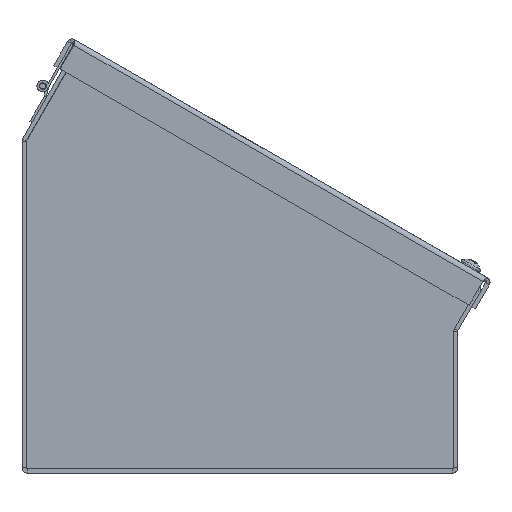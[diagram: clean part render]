
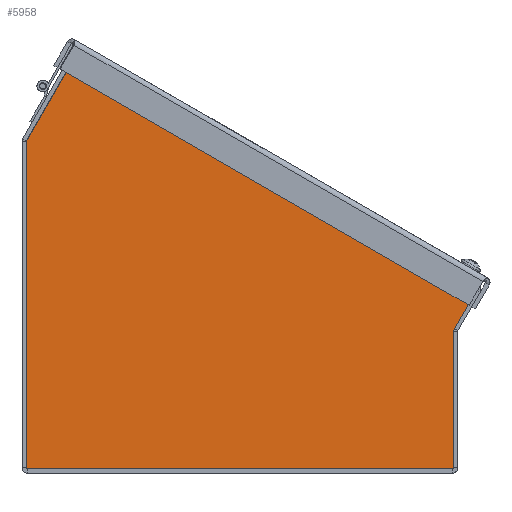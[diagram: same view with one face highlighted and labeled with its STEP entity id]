
A CAD part, front view. The second image highlights one B-rep face of the part: STEP entity #5958.
In plain terms, the highlighted face is planar.
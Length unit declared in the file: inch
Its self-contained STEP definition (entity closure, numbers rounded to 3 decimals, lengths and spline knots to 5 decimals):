
#284=PLANE($,#6351);
#623=LINE($,#9192,#1161);
#626=LINE($,#9198,#1164);
#629=LINE($,#9206,#1167);
#632=LINE($,#9210,#1170);
#644=LINE($,#9235,#1182);
#646=LINE($,#9239,#1184);
#648=LINE($,#9242,#1186);
#649=LINE($,#9245,#1187);
#650=LINE($,#9247,#1188);
#651=LINE($,#9249,#1189);
#652=LINE($,#9251,#1190);
#653=LINE($,#9253,#1191);
#654=LINE($,#9255,#1192);
#655=LINE($,#9256,#1193);
#1161=VECTOR($,#7281,6.65222);
#1164=VECTOR($,#7286,0.0002);
#1167=VECTOR($,#7291,0.0158);
#1170=VECTOR($,#7296,0.0002);
#1182=VECTOR($,#7312,0.0158);
#1184=VECTOR($,#7316,0.0002);
#1186=VECTOR($,#7320,0.0002);
#1187=VECTOR($,#7323,0.63792);
#1188=VECTOR($,#7324,1.65617);
#1189=VECTOR($,#7325,5.59463);
#1190=VECTOR($,#7326,7.2895);
#1191=VECTOR($,#7327,2.3635);
#1192=VECTOR($,#7328,0.80966);
#1193=VECTOR($,#7329,0.63792);
#1742=FACE_OUTER_BOUND($,#2064,.T.);
#2064=EDGE_LOOP($,(#4446,#4447,#4448,#4449,#4450,#4451,#4452,#4453,#4454,
#4455,#4456,#4457,#4458,#4459));
#2695=VERTEX_POINT($,#9177);
#2696=VERTEX_POINT($,#9181);
#2699=VERTEX_POINT($,#9196);
#2702=VERTEX_POINT($,#9203);
#2703=VERTEX_POINT($,#9205);
#2713=VERTEX_POINT($,#9232);
#2714=VERTEX_POINT($,#9234);
#2715=VERTEX_POINT($,#9238);
#2716=VERTEX_POINT($,#9244);
#2717=VERTEX_POINT($,#9246);
#2718=VERTEX_POINT($,#9248);
#2719=VERTEX_POINT($,#9250);
#2720=VERTEX_POINT($,#9252);
#2721=VERTEX_POINT($,#9254);
#3339=EDGE_CURVE($,#2695,#2696,#623,.T.);
#3342=EDGE_CURVE($,#2696,#2699,#626,.T.);
#3345=EDGE_CURVE($,#2703,#2702,#629,.T.);
#3348=EDGE_CURVE($,#2699,#2703,#632,.T.);
#3360=EDGE_CURVE($,#2714,#2713,#644,.T.);
#3362=EDGE_CURVE($,#2715,#2695,#646,.T.);
#3364=EDGE_CURVE($,#2713,#2715,#648,.T.);
#3365=EDGE_CURVE($,#2716,#2702,#649,.T.);
#3366=EDGE_CURVE($,#2717,#2716,#650,.T.);
#3367=EDGE_CURVE($,#2718,#2717,#651,.T.);
#3368=EDGE_CURVE($,#2719,#2718,#652,.T.);
#3369=EDGE_CURVE($,#2720,#2719,#653,.T.);
#3370=EDGE_CURVE($,#2721,#2720,#654,.T.);
#3371=EDGE_CURVE($,#2714,#2721,#655,.T.);
#4446=ORIENTED_EDGE($,*,*,#3345,.T.);
#4447=ORIENTED_EDGE($,*,*,#3365,.F.);
#4448=ORIENTED_EDGE($,*,*,#3366,.F.);
#4449=ORIENTED_EDGE($,*,*,#3367,.F.);
#4450=ORIENTED_EDGE($,*,*,#3368,.F.);
#4451=ORIENTED_EDGE($,*,*,#3369,.F.);
#4452=ORIENTED_EDGE($,*,*,#3370,.F.);
#4453=ORIENTED_EDGE($,*,*,#3371,.F.);
#4454=ORIENTED_EDGE($,*,*,#3360,.T.);
#4455=ORIENTED_EDGE($,*,*,#3364,.T.);
#4456=ORIENTED_EDGE($,*,*,#3362,.T.);
#4457=ORIENTED_EDGE($,*,*,#3339,.T.);
#4458=ORIENTED_EDGE($,*,*,#3342,.T.);
#4459=ORIENTED_EDGE($,*,*,#3348,.T.);
#5958=ADVANCED_FACE($,(#1742),#284,.T.);
#6351=AXIS2_PLACEMENT_3D($,#9243,#7321,#7322);
#7281=DIRECTION($,(-0.866,0.5,0.));
#7286=DIRECTION($,(-0.5,-0.866,0.));
#7291=DIRECTION($,(0.5,0.866,0.));
#7296=DIRECTION($,(-0.866,0.5,0.));
#7312=DIRECTION($,(-0.5,-0.866,0.));
#7316=DIRECTION($,(0.5,0.866,0.));
#7320=DIRECTION($,(-0.866,0.5,0.));
#7321=DIRECTION('center_axis',(0.,0.,1.));
#7322=DIRECTION('ref_axis',(1.,0.,0.));
#7323=DIRECTION($,(0.866,-0.5,0.));
#7324=DIRECTION($,(0.5,0.866,0.));
#7325=DIRECTION($,(0.,1.,0.));
#7326=DIRECTION($,(-1.,0.,0.));
#7327=DIRECTION($,(0.,-1.,0.));
#7328=DIRECTION($,(-0.5,-0.866,0.));
#7329=DIRECTION($,(0.866,-0.5,0.));
#9177=CARTESIAN_POINT('',(7.13391,3.37024,0.074));
#9181=CARTESIAN_POINT('',(1.37291,6.69635,0.074));
#9192=CARTESIAN_POINT($,(2.94082,5.79112,0.074));
#9196=CARTESIAN_POINT('',(1.37281,6.69618,0.074));
#9198=CARTESIAN_POINT($,(0.76295,5.63986,0.074));
#9203=CARTESIAN_POINT('',(1.38054,6.70996,0.074));
#9205=CARTESIAN_POINT('',(1.37264,6.69628,0.074));
#9206=CARTESIAN_POINT($,(0.76672,5.6468,0.074));
#9210=CARTESIAN_POINT($,(2.94063,5.79099,0.074));
#9232=CARTESIAN_POINT('',(7.13398,3.36996,0.074));
#9234=CARTESIAN_POINT('',(7.14188,3.38365,0.074));
#9235=CARTESIAN_POINT($,(6.52412,2.31365,0.074));
#9238=CARTESIAN_POINT('',(7.13381,3.37006,0.074));
#9239=CARTESIAN_POINT($,(6.52789,2.32059,0.074));
#9242=CARTESIAN_POINT($,(5.82121,4.12789,0.074));
#9243=CARTESIAN_POINT('Origin',(3.2889,2.77309,0.074));
#9244=CARTESIAN_POINT('',(0.82809,7.02892,0.074));
#9245=CARTESIAN_POINT($,(7.69433,3.06469,0.074));
#9246=CARTESIAN_POINT('',(0.,5.59463,0.074));
#9247=CARTESIAN_POINT($,(0.82809,7.02892,0.074));
#9248=CARTESIAN_POINT('',(0.,0.,0.074));
#9249=CARTESIAN_POINT($,(0.,5.59463,0.074));
#9250=CARTESIAN_POINT('',(7.2895,0.,0.074));
#9251=CARTESIAN_POINT($,(0.,0.,0.074));
#9252=CARTESIAN_POINT('',(7.2895,2.3635,0.074));
#9253=CARTESIAN_POINT($,(7.2895,0.,0.074));
#9254=CARTESIAN_POINT('',(7.69433,3.06469,0.074));
#9255=CARTESIAN_POINT($,(7.2895,2.3635,0.074));
#9256=CARTESIAN_POINT($,(7.69433,3.06469,0.074));
